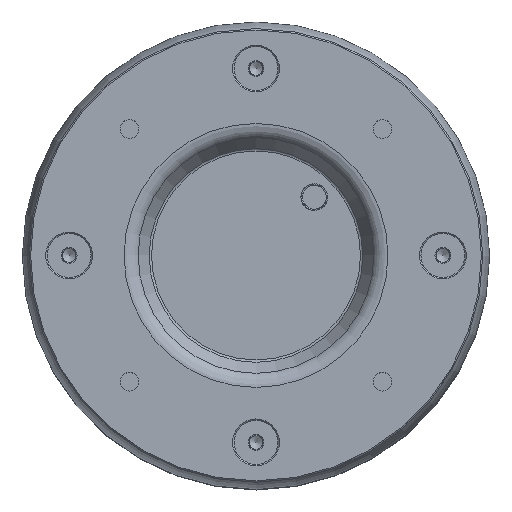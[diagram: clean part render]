
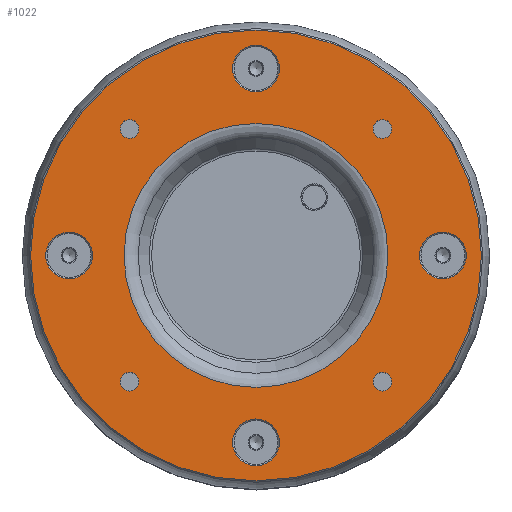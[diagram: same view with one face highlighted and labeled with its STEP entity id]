
A CAD part, top view. The second image highlights one B-rep face of the part: STEP entity #1022.
In plain terms, the highlighted planar face has unit normal (0, 0, 1).
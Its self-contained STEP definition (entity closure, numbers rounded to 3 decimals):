
#1022=ADVANCED_FACE('',(#1574,#1575,#1576,#1577,#1578,#1579,#1580,#1581,
#1582,#1583),#1350,.T.);
#1350=PLANE('',#5236);
#1574=FACE_BOUND('',#2097,.T.);
#1575=FACE_BOUND('',#2098,.T.);
#1576=FACE_BOUND('',#2099,.T.);
#1577=FACE_BOUND('',#2100,.T.);
#1578=FACE_BOUND('',#2101,.T.);
#1579=FACE_BOUND('',#2102,.T.);
#1580=FACE_BOUND('',#2103,.T.);
#1581=FACE_BOUND('',#2104,.T.);
#1582=FACE_BOUND('',#2105,.T.);
#1583=FACE_BOUND('',#2106,.T.);
#2097=EDGE_LOOP('',(#2839));
#2098=EDGE_LOOP('',(#2840));
#2099=EDGE_LOOP('',(#2841));
#2100=EDGE_LOOP('',(#2842));
#2101=EDGE_LOOP('',(#2843));
#2102=EDGE_LOOP('',(#2844));
#2103=EDGE_LOOP('',(#2845));
#2104=EDGE_LOOP('',(#2846));
#2105=EDGE_LOOP('',(#2847));
#2106=EDGE_LOOP('',(#2848));
#2839=ORIENTED_EDGE('',*,*,#4270,.T.);
#2840=ORIENTED_EDGE('',*,*,#4271,.F.);
#2841=ORIENTED_EDGE('',*,*,#4272,.T.);
#2842=ORIENTED_EDGE('',*,*,#4273,.F.);
#2843=ORIENTED_EDGE('',*,*,#4274,.T.);
#2844=ORIENTED_EDGE('',*,*,#4275,.F.);
#2845=ORIENTED_EDGE('',*,*,#4276,.T.);
#2846=ORIENTED_EDGE('',*,*,#4277,.F.);
#2847=ORIENTED_EDGE('',*,*,#4278,.T.);
#2848=ORIENTED_EDGE('',*,*,#4279,.F.);
#3830=VERTEX_POINT('',#7858);
#3831=VERTEX_POINT('',#7860);
#3832=VERTEX_POINT('',#7862);
#3833=VERTEX_POINT('',#7864);
#3834=VERTEX_POINT('',#7866);
#3835=VERTEX_POINT('',#7868);
#3836=VERTEX_POINT('',#7870);
#3837=VERTEX_POINT('',#7872);
#3838=VERTEX_POINT('',#7874);
#3839=VERTEX_POINT('',#7876);
#4270=EDGE_CURVE('',#3830,#3830,#4800,.T.);
#4271=EDGE_CURVE('',#3831,#3831,#4801,.T.);
#4272=EDGE_CURVE('',#3832,#3832,#4802,.T.);
#4273=EDGE_CURVE('',#3833,#3833,#4803,.T.);
#4274=EDGE_CURVE('',#3834,#3834,#4804,.T.);
#4275=EDGE_CURVE('',#3835,#3835,#4805,.T.);
#4276=EDGE_CURVE('',#3836,#3836,#4806,.T.);
#4277=EDGE_CURVE('',#3837,#3837,#4807,.T.);
#4278=EDGE_CURVE('',#3838,#3838,#4808,.T.);
#4279=EDGE_CURVE('',#3839,#3839,#4809,.T.);
#4800=CIRCLE('',#5226,82.);
#4801=CIRCLE('',#5227,3.4);
#4802=CIRCLE('',#5228,8.5);
#4803=CIRCLE('',#5229,3.4);
#4804=CIRCLE('',#5230,8.5);
#4805=CIRCLE('',#5231,3.4);
#4806=CIRCLE('',#5232,8.5);
#4807=CIRCLE('',#5233,3.4);
#4808=CIRCLE('',#5234,8.5);
#4809=CIRCLE('',#5235,48.);
#5226=AXIS2_PLACEMENT_3D('',#7857,#6122,#6123);
#5227=AXIS2_PLACEMENT_3D('',#7859,#6124,#6125);
#5228=AXIS2_PLACEMENT_3D('',#7861,#6126,#6127);
#5229=AXIS2_PLACEMENT_3D('',#7863,#6128,#6129);
#5230=AXIS2_PLACEMENT_3D('',#7865,#6130,#6131);
#5231=AXIS2_PLACEMENT_3D('',#7867,#6132,#6133);
#5232=AXIS2_PLACEMENT_3D('',#7869,#6134,#6135);
#5233=AXIS2_PLACEMENT_3D('',#7871,#6136,#6137);
#5234=AXIS2_PLACEMENT_3D('',#7873,#6138,#6139);
#5235=AXIS2_PLACEMENT_3D('',#7875,#6140,#6141);
#5236=AXIS2_PLACEMENT_3D('',#7877,#6142,#6143);
#6122=DIRECTION('',(0.,0.,1.));
#6123=DIRECTION('',(1.,0.,0.));
#6124=DIRECTION('',(0.,0.,1.));
#6125=DIRECTION('',(1.,0.,0.));
#6126=DIRECTION('',(0.,0.,-1.));
#6127=DIRECTION('',(1.,0.,0.));
#6128=DIRECTION('',(0.,0.,1.));
#6129=DIRECTION('',(1.,0.,0.));
#6130=DIRECTION('',(0.,0.,-1.));
#6131=DIRECTION('',(1.,0.,0.));
#6132=DIRECTION('',(0.,0.,1.));
#6133=DIRECTION('',(1.,0.,0.));
#6134=DIRECTION('',(0.,0.,-1.));
#6135=DIRECTION('',(1.,0.,0.));
#6136=DIRECTION('',(0.,0.,1.));
#6137=DIRECTION('',(1.,0.,0.));
#6138=DIRECTION('',(0.,0.,-1.));
#6139=DIRECTION('',(1.,0.,0.));
#6140=DIRECTION('',(0.,0.,1.));
#6141=DIRECTION('',(1.,0.,0.));
#6142=DIRECTION('',(0.,0.,1.));
#6143=DIRECTION('',(1.,0.,0.));
#7857=CARTESIAN_POINT('',(0.,0.,237.));
#7858=CARTESIAN_POINT('',(82.,0.,237.));
#7859=CARTESIAN_POINT('',(45.962,-45.962,237.));
#7860=CARTESIAN_POINT('',(49.362,-45.962,237.));
#7861=CARTESIAN_POINT('',(0.,-68.,237.));
#7862=CARTESIAN_POINT('',(8.5,-68.,237.));
#7863=CARTESIAN_POINT('',(-45.962,-45.962,237.));
#7864=CARTESIAN_POINT('',(-42.562,-45.962,237.));
#7865=CARTESIAN_POINT('',(-68.,0.,237.));
#7866=CARTESIAN_POINT('',(-59.5,0.,237.));
#7867=CARTESIAN_POINT('',(-45.962,45.962,237.));
#7868=CARTESIAN_POINT('',(-42.562,45.962,237.));
#7869=CARTESIAN_POINT('',(0.,68.,237.));
#7870=CARTESIAN_POINT('',(8.5,68.,237.));
#7871=CARTESIAN_POINT('',(45.962,45.962,237.));
#7872=CARTESIAN_POINT('',(49.362,45.962,237.));
#7873=CARTESIAN_POINT('',(68.,0.,237.));
#7874=CARTESIAN_POINT('',(76.5,0.,237.));
#7875=CARTESIAN_POINT('',(0.,0.,237.));
#7876=CARTESIAN_POINT('',(48.,0.,237.));
#7877=CARTESIAN_POINT('',(48.,0.,237.));
